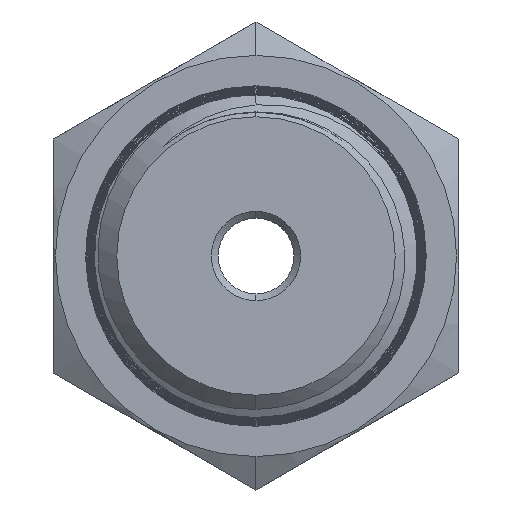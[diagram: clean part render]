
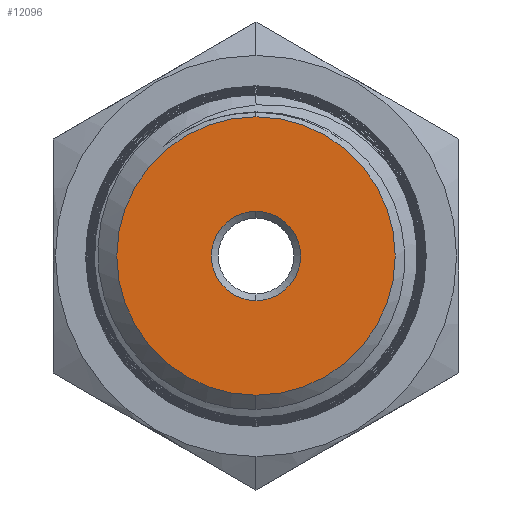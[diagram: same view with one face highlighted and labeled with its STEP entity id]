
A CAD part, left-side view. The second image highlights one B-rep face of the part: STEP entity #12096.
In plain terms, the highlighted planar face has unit normal (-1, 0, 0).
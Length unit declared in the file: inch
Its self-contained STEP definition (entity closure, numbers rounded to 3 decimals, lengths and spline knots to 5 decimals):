
#613 = ORIENTED_EDGE ( 'NONE', *, *, #1302, .F. ) ;
#615 = PLANE ( 'NONE',  #12839 ) ;
#1023 = DIRECTION ( 'NONE',  ( 0., 0., -1. ) ) ;
#1302 = EDGE_CURVE ( 'NONE', #9955, #10218, #12782, .T. ) ;
#1370 = ORIENTED_EDGE ( 'NONE', *, *, #3288, .T. ) ;
#1389 = CARTESIAN_POINT ( 'NONE',  ( -2., 0., -0.3435 ) ) ;
#1774 = FACE_BOUND ( 'NONE', #2654, .T. ) ;
#2005 = DIRECTION ( 'NONE',  ( 0., 0., 1. ) ) ;
#2227 = ORIENTED_EDGE ( 'NONE', *, *, #7450, .F. ) ;
#2654 = EDGE_LOOP ( 'NONE', ( #2227, #613 ) ) ;
#3056 = CARTESIAN_POINT ( 'NONE',  ( -2., 0., -0.11 ) ) ;
#3123 = DIRECTION ( 'NONE',  ( -1., 0., 0. ) ) ;
#3288 = EDGE_CURVE ( 'NONE', #3543, #5446, #10696, .T. ) ;
#3348 = CARTESIAN_POINT ( 'NONE',  ( -2., 0., 0. ) ) ;
#3543 = VERTEX_POINT ( 'NONE', #1389 ) ;
#4156 = CARTESIAN_POINT ( 'NONE',  ( -2., 0., 0. ) ) ;
#4209 = CARTESIAN_POINT ( 'NONE',  ( -2., 0., 0.11 ) ) ;
#4386 = DIRECTION ( 'NONE',  ( -1., 0., 0. ) ) ;
#4641 = CIRCLE ( 'NONE', #5288, 0.3435 ) ;
#4709 = CARTESIAN_POINT ( 'NONE',  ( -2., 0.5, 0.28868 ) ) ;
#4929 = AXIS2_PLACEMENT_3D ( 'NONE', #9449, #4386, #5336 ) ;
#5288 = AXIS2_PLACEMENT_3D ( 'NONE', #7607, #9591, #7519 ) ;
#5336 = DIRECTION ( 'NONE',  ( 0., 0., 1. ) ) ;
#5446 = VERTEX_POINT ( 'NONE', #11572 ) ;
#5566 = FACE_OUTER_BOUND ( 'NONE', #6471, .T. ) ;
#6471 = EDGE_LOOP ( 'NONE', ( #1370, #9066 ) ) ;
#6789 = AXIS2_PLACEMENT_3D ( 'NONE', #3348, #9402, #11416 ) ;
#7450 = EDGE_CURVE ( 'NONE', #10218, #9955, #7682, .T. ) ;
#7519 = DIRECTION ( 'NONE',  ( 0., 0., 1. ) ) ;
#7607 = CARTESIAN_POINT ( 'NONE',  ( -2., 0., 0. ) ) ;
#7682 = CIRCLE ( 'NONE', #4929, 0.11 ) ;
#8012 = DIRECTION ( 'NONE',  ( 1., 0., 0. ) ) ;
#8548 = AXIS2_PLACEMENT_3D ( 'NONE', #4156, #3123, #2005 ) ;
#9066 = ORIENTED_EDGE ( 'NONE', *, *, #9672, .T. ) ;
#9402 = DIRECTION ( 'NONE',  ( -1., 0., 0. ) ) ;
#9449 = CARTESIAN_POINT ( 'NONE',  ( -2., 0., 0. ) ) ;
#9591 = DIRECTION ( 'NONE',  ( -1., 0., 0. ) ) ;
#9672 = EDGE_CURVE ( 'NONE', #5446, #3543, #4641, .T. ) ;
#9955 = VERTEX_POINT ( 'NONE', #3056 ) ;
#10218 = VERTEX_POINT ( 'NONE', #4209 ) ;
#10696 = CIRCLE ( 'NONE', #8548, 0.3435 ) ;
#11416 = DIRECTION ( 'NONE',  ( 0., 0., 1. ) ) ;
#11572 = CARTESIAN_POINT ( 'NONE',  ( -2., 0., 0.3435 ) ) ;
#12096 = ADVANCED_FACE ( 'NONE', ( #1774, #5566 ), #615, .F. ) ;
#12782 = CIRCLE ( 'NONE', #6789, 0.11 ) ;
#12839 = AXIS2_PLACEMENT_3D ( 'NONE', #4709, #8012, #1023 ) ;
